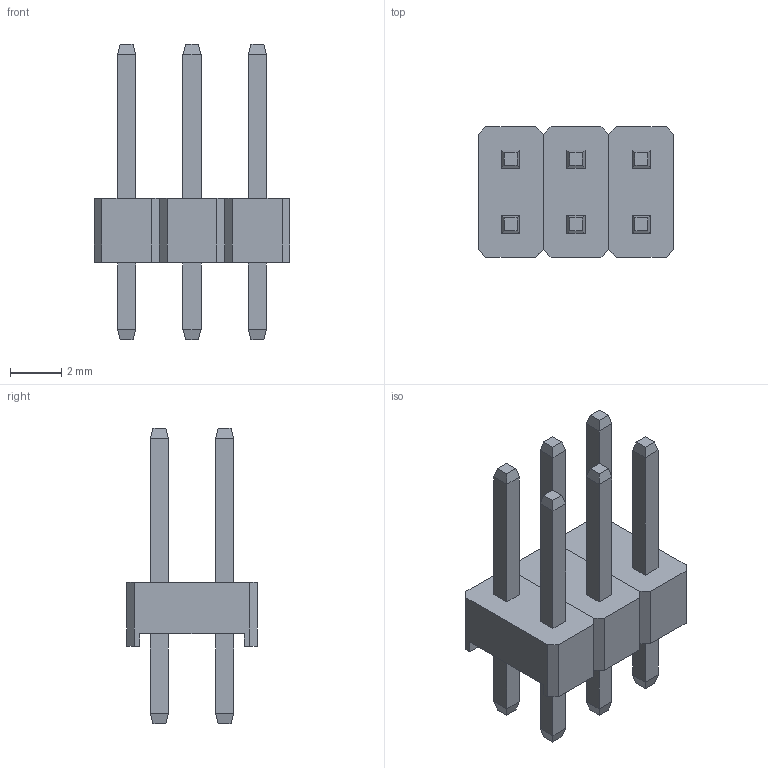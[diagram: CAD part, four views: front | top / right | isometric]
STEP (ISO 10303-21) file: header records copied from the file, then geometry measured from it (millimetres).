
FILE_DESCRIPTION(('Open CASCADE Model'),'2;1');
FILE_NAME('Open CASCADE Shape Model','2025-10-27T17:34:01',('Author'),( 'Open CASCADE'),'Open CASCADE STEP processor 7.9','Open CASCADE 7.9' ,'Unknown');
FILE_SCHEMA(('AUTOMOTIVE_DESIGN { 1 0 10303 214 1 1 1 1 }'));
Length unit declared in the file: millimetre
Products named in the file (1): COMPOUND
Bounding box: 7.62 x 5.08 x 11.5 mm (x, y, z)
Volume: 107.1 mm3; surface area: 335.5 mm2
Topology: 3 solids, 3 shells, 504 faces, 1284 edges, 840 vertices
Faces by surface type: bspline 504
Entity records: 21468 total; most frequent: CARTESIAN_POINT 9793, ORIENTED_EDGE 2568, EDGE_CURVE 1284, B_SPLINE_CURVE_WITH_KNOTS 1284, VERTEX_POINT 840, FACE_BOUND 558, EDGE_LOOP 558, PRESENTATION_STYLE_ASSIGNMENT 507
